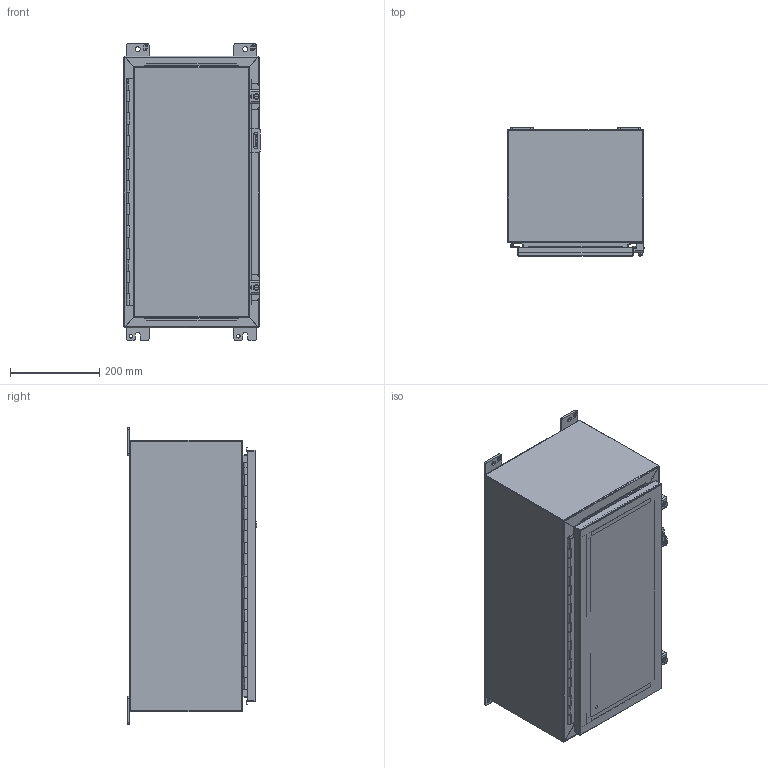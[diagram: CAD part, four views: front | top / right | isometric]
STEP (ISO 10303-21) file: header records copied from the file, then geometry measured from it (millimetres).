
FILE_DESCRIPTION (( 'STEP AP214' ), '1' );
FILE_NAME ('1418AR10.STEP', '2019-10-18T17:27:57', ( '' ), ( '' ), 'SwSTEP 2.0', 'SolidWorks 2019', '' );
FILE_SCHEMA (( 'AUTOMOTIVE_DESIGN' ));
Length unit declared in the file: inch
Products named in the file (1): 1418AR10
Bounding box: 307.19 x 290.5 x 666.75 mm (x, y, z)
Volume: 2280916.8 mm3; surface area: 2357766.5 mm2
Topology: 38 solids, 38 shells, 1003 faces, 2523 edges, 1619 vertices
Faces by surface type: plane 690, cylinder 259, bspline 40, sphere 8, cone 6
Full cylindrical faces by diameter (mm): 3.175 x1, 4.763 x1, 5.41 x2, 6.198 x2, 6.35 x2, 6.731 x2, 7.137 x2, 7.805 x2, 7.937 x2, 7.938 x2, 8.382 x4, 9.525 x4, 9.906 x2, 11.112 x2, 11.113 x2, 11.303 x2, 12.7 x6, 16.51 x4, 25.4 x2
Entity records: 44439 total; most frequent: CARTESIAN_POINT 7934, ORIENTED_EDGE 4906, DIRECTION 4722, EDGE_CURVE 2453, LINE 1868, VECTOR 1868, VERTEX_POINT 1619, AXIS2_PLACEMENT_3D 1427
